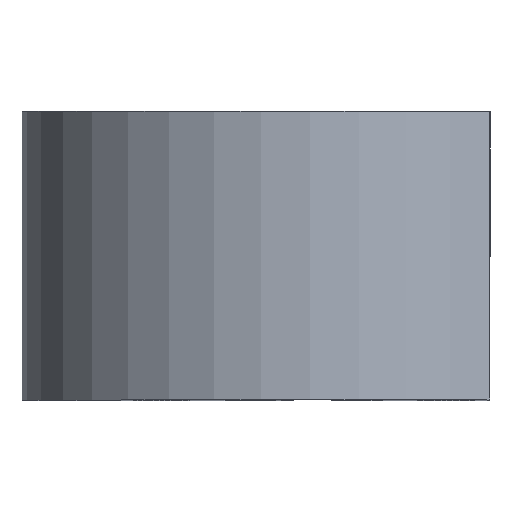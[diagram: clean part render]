
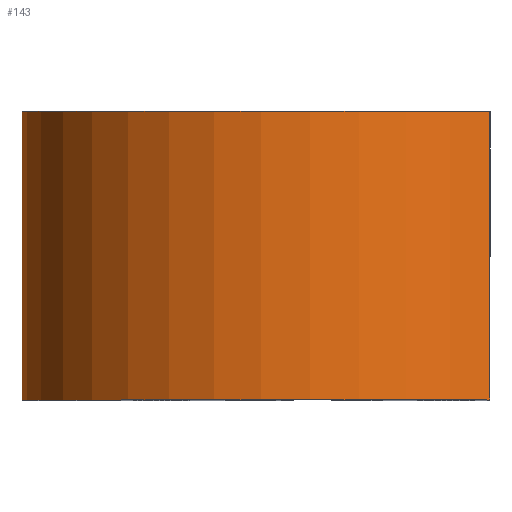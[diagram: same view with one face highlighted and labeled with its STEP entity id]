
A CAD part, top view. The second image highlights one B-rep face of the part: STEP entity #143.
In plain terms, the highlighted cylindrical face has radius 35.56 mm (diameter 71.12 mm), a partial arc.
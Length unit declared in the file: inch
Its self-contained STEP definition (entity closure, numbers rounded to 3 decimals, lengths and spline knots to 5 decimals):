
#53 = DIRECTION ( 'NONE',  ( 0., -1., 0. ) ) ;
#78 = DIRECTION ( 'NONE',  ( 0., 0., 1. ) ) ;
#96 = FACE_OUTER_BOUND ( 'NONE', #124, .T. ) ;
#124 = EDGE_LOOP ( 'NONE', ( #372, #210, #1147, #1061 ) ) ;
#143 = ADVANCED_FACE ( 'NONE', ( #96 ), #983, .T. ) ;
#208 = AXIS2_PLACEMENT_3D ( 'NONE', #646, #423, #972 ) ;
#210 = ORIENTED_EDGE ( 'NONE', *, *, #447, .F. ) ;
#211 = LINE ( 'NONE', #1216, #1034 ) ;
#319 = EDGE_CURVE ( 'NONE', #583, #1335, #1257, .T. ) ;
#344 = CARTESIAN_POINT ( 'NONE',  ( 0.92647, 1.435, 1.0496 ) ) ;
#372 = ORIENTED_EDGE ( 'NONE', *, *, #952, .T. ) ;
#423 = DIRECTION ( 'NONE',  ( 0., -1., 0. ) ) ;
#447 = EDGE_CURVE ( 'NONE', #1335, #1221, #852, .T. ) ;
#502 = CARTESIAN_POINT ( 'NONE',  ( 0.92647, 0.075, 1.0496 ) ) ;
#583 = VERTEX_POINT ( 'NONE', #1328 ) ;
#589 = CARTESIAN_POINT ( 'NONE',  ( 0., 1.435, 0. ) ) ;
#598 = EDGE_CURVE ( 'NONE', #583, #723, #211, .T. ) ;
#646 = CARTESIAN_POINT ( 'NONE',  ( 0., 0.075, 0. ) ) ;
#672 = DIRECTION ( 'NONE',  ( 0., -1., 0. ) ) ;
#723 = VERTEX_POINT ( 'NONE', #830 ) ;
#737 = AXIS2_PLACEMENT_3D ( 'NONE', #589, #1031, #915 ) ;
#830 = CARTESIAN_POINT ( 'NONE',  ( -0.50588, 0., -1.30541 ) ) ;
#852 = LINE ( 'NONE', #502, #1127 ) ;
#915 = DIRECTION ( 'NONE',  ( 0., 0., 1. ) ) ;
#952 = EDGE_CURVE ( 'NONE', #723, #1221, #1041, .T. ) ;
#956 = CARTESIAN_POINT ( 'NONE',  ( 0., 0., 0. ) ) ;
#972 = DIRECTION ( 'NONE',  ( 0., 0., -1. ) ) ;
#983 = CYLINDRICAL_SURFACE ( 'NONE', #208, 1.4 ) ;
#1031 = DIRECTION ( 'NONE',  ( 0., 1., 0. ) ) ;
#1034 = VECTOR ( 'NONE', #672, 39.37008 ) ;
#1041 = CIRCLE ( 'NONE', #1238, 1.4 ) ;
#1061 = ORIENTED_EDGE ( 'NONE', *, *, #598, .T. ) ;
#1076 = DIRECTION ( 'NONE',  ( 0., 1., 0. ) ) ;
#1127 = VECTOR ( 'NONE', #53, 39.37008 ) ;
#1145 = CARTESIAN_POINT ( 'NONE',  ( 0.92647, 0., 1.0496 ) ) ;
#1147 = ORIENTED_EDGE ( 'NONE', *, *, #319, .F. ) ;
#1216 = CARTESIAN_POINT ( 'NONE',  ( -0.50588, 0.075, -1.30541 ) ) ;
#1221 = VERTEX_POINT ( 'NONE', #1145 ) ;
#1238 = AXIS2_PLACEMENT_3D ( 'NONE', #956, #1076, #78 ) ;
#1257 = CIRCLE ( 'NONE', #737, 1.4 ) ;
#1328 = CARTESIAN_POINT ( 'NONE',  ( -0.50588, 1.435, -1.30541 ) ) ;
#1335 = VERTEX_POINT ( 'NONE', #344 ) ;
